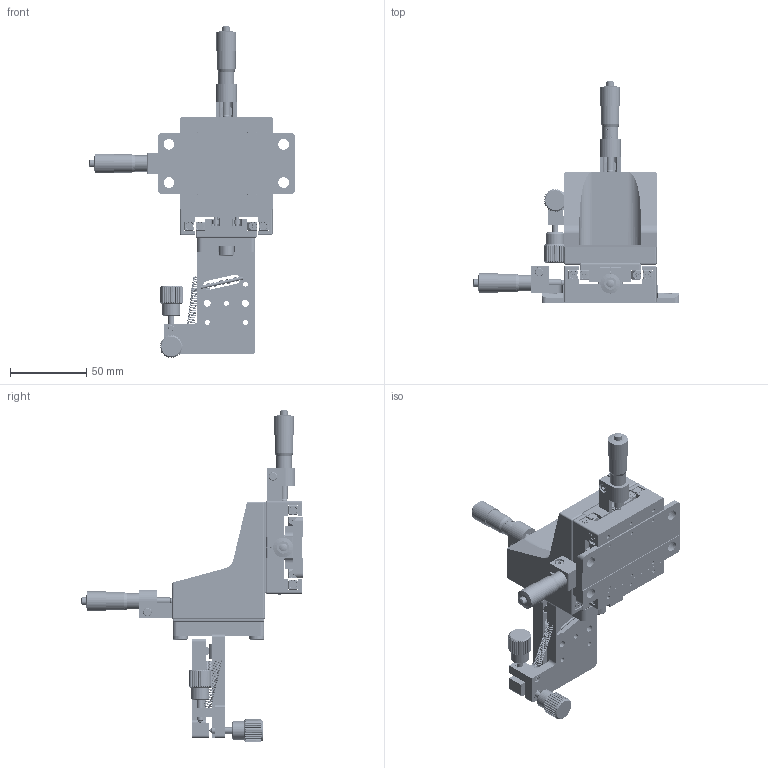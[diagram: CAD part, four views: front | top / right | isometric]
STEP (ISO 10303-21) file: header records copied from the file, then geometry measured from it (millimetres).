
FILE_DESCRIPTION (( 'STEP AP203' ), '1' );
FILE_NAME ('06MTA-2RM.STEP', '2016-05-18T08:18:33', ( '' ), ( '' ), 'SwSTEP 2.0', 'SolidWorks 2016', '' );
FILE_SCHEMA (( 'CONFIG_CONTROL_DESIGN' ));
Products named in the file (1): 06MTA-2RM
Bounding box: 134.9 x 145.15 x 217.1 mm (x, y, z)
Volume: 297017.7 mm3; surface area: 152971.8 mm2
Topology: 139 solids, 139 shells, 4195 faces, 10238 edges, 6469 vertices
Faces by surface type: plane 2302, cylinder 1158, cone 520, torus 94, bspline 91, sphere 30
Entity records: 143772 total; most frequent: CARTESIAN_POINT 44510, DIRECTION 20721, ORIENTED_EDGE 20172, EDGE_CURVE 10086, AXIS2_PLACEMENT_3D 7202, VERTEX_POINT 6465, VECTOR 6317, LINE 6317
